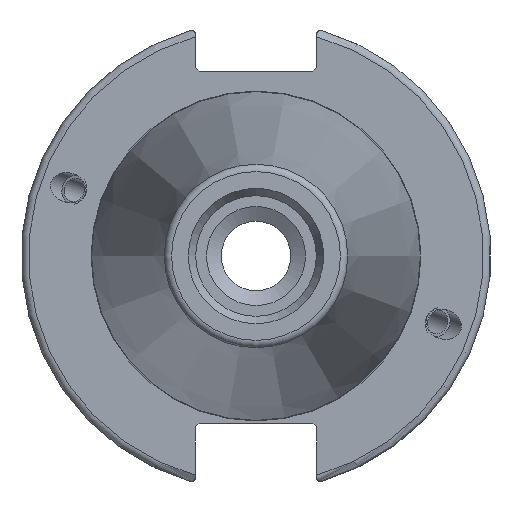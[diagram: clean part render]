
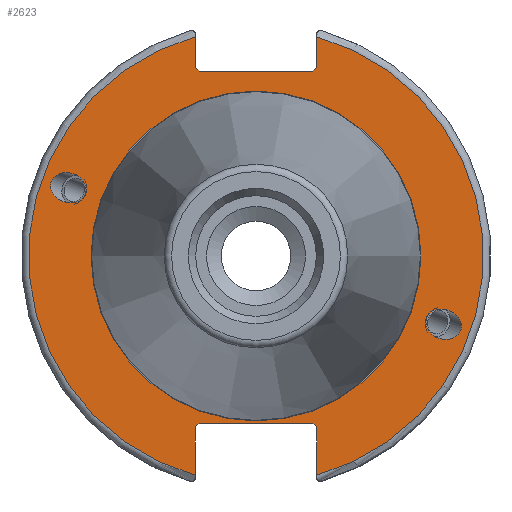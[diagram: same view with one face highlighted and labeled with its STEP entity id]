
A CAD part, left-side view. The second image highlights one B-rep face of the part: STEP entity #2623.
In plain terms, the highlighted planar face has unit normal (-1, 0, 0).
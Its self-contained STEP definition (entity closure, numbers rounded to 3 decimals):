
#399=ELLIPSE('',#2940,2.442,2.);
#408=ELLIPSE('',#2983,2.442,2.);
#426=PLANE('',#2989);
#476=FACE_BOUND('',#737,.T.);
#477=FACE_BOUND('',#738,.T.);
#478=FACE_BOUND('',#739,.T.);
#594=FACE_OUTER_BOUND('',#736,.T.);
#736=EDGE_LOOP('',(#2030,#2031,#2032,#2033,#2034,#2035,#2036,#2037,#2038,
#2039,#2040,#2041));
#737=EDGE_LOOP('',(#2042));
#738=EDGE_LOOP('',(#2043));
#739=EDGE_LOOP('',(#2044));
#880=LINE('',#4415,#1017);
#881=LINE('',#4417,#1018);
#882=LINE('',#4419,#1019);
#883=LINE('',#4421,#1020);
#884=LINE('',#4423,#1021);
#885=LINE('',#4427,#1022);
#886=LINE('',#4429,#1023);
#887=LINE('',#4431,#1024);
#888=LINE('',#4433,#1025);
#889=LINE('',#4434,#1026);
#1017=VECTOR('',#3444,10.);
#1018=VECTOR('',#3445,10.);
#1019=VECTOR('',#3446,10.);
#1020=VECTOR('',#3447,10.);
#1021=VECTOR('',#3448,10.);
#1022=VECTOR('',#3451,10.);
#1023=VECTOR('',#3452,10.);
#1024=VECTOR('',#3453,10.);
#1025=VECTOR('',#3454,10.);
#1026=VECTOR('',#3455,10.);
#1154=CIRCLE('',#2987,22.3);
#1156=CIRCLE('',#2990,30.75);
#1157=CIRCLE('',#2991,30.75);
#1282=VERTEX_POINT('',#4216);
#1322=VERTEX_POINT('',#4399);
#1325=VERTEX_POINT('',#4406);
#1326=VERTEX_POINT('',#4411);
#1327=VERTEX_POINT('',#4412);
#1328=VERTEX_POINT('',#4414);
#1329=VERTEX_POINT('',#4416);
#1330=VERTEX_POINT('',#4418);
#1331=VERTEX_POINT('',#4420);
#1332=VERTEX_POINT('',#4422);
#1333=VERTEX_POINT('',#4424);
#1334=VERTEX_POINT('',#4426);
#1335=VERTEX_POINT('',#4428);
#1336=VERTEX_POINT('',#4430);
#1337=VERTEX_POINT('',#4432);
#1532=EDGE_CURVE('',#1282,#1282,#399,.T.);
#1588=EDGE_CURVE('',#1322,#1322,#408,.T.);
#1591=EDGE_CURVE('',#1325,#1325,#1154,.T.);
#1593=EDGE_CURVE('',#1326,#1327,#1156,.T.);
#1594=EDGE_CURVE('',#1326,#1328,#880,.T.);
#1595=EDGE_CURVE('',#1329,#1328,#881,.T.);
#1596=EDGE_CURVE('',#1329,#1330,#882,.T.);
#1597=EDGE_CURVE('',#1331,#1330,#883,.T.);
#1598=EDGE_CURVE('',#1331,#1332,#884,.T.);
#1599=EDGE_CURVE('',#1333,#1332,#1157,.T.);
#1600=EDGE_CURVE('',#1333,#1334,#885,.T.);
#1601=EDGE_CURVE('',#1335,#1334,#886,.T.);
#1602=EDGE_CURVE('',#1335,#1336,#887,.T.);
#1603=EDGE_CURVE('',#1337,#1336,#888,.T.);
#1604=EDGE_CURVE('',#1337,#1327,#889,.T.);
#2030=ORIENTED_EDGE('',*,*,#1593,.F.);
#2031=ORIENTED_EDGE('',*,*,#1594,.T.);
#2032=ORIENTED_EDGE('',*,*,#1595,.F.);
#2033=ORIENTED_EDGE('',*,*,#1596,.T.);
#2034=ORIENTED_EDGE('',*,*,#1597,.F.);
#2035=ORIENTED_EDGE('',*,*,#1598,.T.);
#2036=ORIENTED_EDGE('',*,*,#1599,.F.);
#2037=ORIENTED_EDGE('',*,*,#1600,.T.);
#2038=ORIENTED_EDGE('',*,*,#1601,.F.);
#2039=ORIENTED_EDGE('',*,*,#1602,.T.);
#2040=ORIENTED_EDGE('',*,*,#1603,.F.);
#2041=ORIENTED_EDGE('',*,*,#1604,.T.);
#2042=ORIENTED_EDGE('',*,*,#1532,.T.);
#2043=ORIENTED_EDGE('',*,*,#1588,.T.);
#2044=ORIENTED_EDGE('',*,*,#1591,.F.);
#2623=ADVANCED_FACE('',(#594,#476,#477,#478),#426,.T.);
#2940=AXIS2_PLACEMENT_3D('',#4218,#3325,#3326);
#2983=AXIS2_PLACEMENT_3D('',#4401,#3428,#3429);
#2987=AXIS2_PLACEMENT_3D('',#4408,#3436,#3437);
#2989=AXIS2_PLACEMENT_3D('',#4410,#3440,#3441);
#2990=AXIS2_PLACEMENT_3D('',#4413,#3442,#3443);
#2991=AXIS2_PLACEMENT_3D('',#4425,#3449,#3450);
#3325=DIRECTION('center_axis',(1.,0.,0.));
#3326=DIRECTION('ref_axis',(0.,-0.94,-0.342));
#3428=DIRECTION('center_axis',(1.,0.,0.));
#3429=DIRECTION('ref_axis',(0.,0.94,0.342));
#3436=DIRECTION('center_axis',(-1.,0.,0.));
#3437=DIRECTION('ref_axis',(0.,-1.,0.));
#3440=DIRECTION('center_axis',(-1.,0.,0.));
#3441=DIRECTION('ref_axis',(0.,0.,1.));
#3442=DIRECTION('center_axis',(1.,0.,0.));
#3443=DIRECTION('ref_axis',(0.,-1.,0.));
#3444=DIRECTION('',(0.,0.,-1.));
#3445=DIRECTION('',(0.,-0.707,0.707));
#3446=DIRECTION('',(0.,1.,0.));
#3447=DIRECTION('',(0.,-0.707,-0.707));
#3448=DIRECTION('',(0.,0.,1.));
#3449=DIRECTION('center_axis',(1.,0.,0.));
#3450=DIRECTION('ref_axis',(0.,1.,0.));
#3451=DIRECTION('',(0.,0.,1.));
#3452=DIRECTION('',(0.,0.707,-0.707));
#3453=DIRECTION('',(0.,-1.,0.));
#3454=DIRECTION('',(0.,0.707,0.707));
#3455=DIRECTION('',(0.,0.,-1.));
#4216=CARTESIAN_POINT('',(3.175,-23.077,-8.399));
#4218=CARTESIAN_POINT('Origin',(3.175,-25.372,-9.235));
#4399=CARTESIAN_POINT('',(3.175,23.077,8.399));
#4401=CARTESIAN_POINT('Origin',(3.175,25.372,9.235));
#4406=CARTESIAN_POINT('',(3.175,0.,22.3));
#4408=CARTESIAN_POINT('Origin',(3.175,0.,0.));
#4410=CARTESIAN_POINT('Origin',(3.175,31.75,0.));
#4411=CARTESIAN_POINT('',(3.175,-8.19,29.639));
#4412=CARTESIAN_POINT('',(3.175,-8.19,-29.639));
#4413=CARTESIAN_POINT('Origin',(3.175,0.,0.));
#4414=CARTESIAN_POINT('',(3.175,-8.19,25.5));
#4415=CARTESIAN_POINT('',(3.175,-8.19,12.5));
#4416=CARTESIAN_POINT('',(3.175,-7.69,25.));
#4417=CARTESIAN_POINT('',(3.175,8.295,9.015));
#4418=CARTESIAN_POINT('',(3.175,7.69,25.));
#4419=CARTESIAN_POINT('',(3.175,15.875,25.));
#4420=CARTESIAN_POINT('',(3.175,8.19,25.5));
#4421=CARTESIAN_POINT('',(3.175,7.58,24.89));
#4422=CARTESIAN_POINT('',(3.175,8.19,29.639));
#4423=CARTESIAN_POINT('',(3.175,8.19,12.5));
#4424=CARTESIAN_POINT('',(3.175,8.19,-29.639));
#4425=CARTESIAN_POINT('Origin',(3.175,0.,0.));
#4426=CARTESIAN_POINT('',(3.175,8.19,-23.1));
#4427=CARTESIAN_POINT('',(3.175,8.19,-11.3));
#4428=CARTESIAN_POINT('',(3.175,7.69,-22.6));
#4429=CARTESIAN_POINT('',(3.175,8.18,-23.09));
#4430=CARTESIAN_POINT('',(3.175,-7.69,-22.6));
#4431=CARTESIAN_POINT('',(3.175,15.875,-22.6));
#4432=CARTESIAN_POINT('',(3.175,-8.19,-23.1));
#4433=CARTESIAN_POINT('',(3.175,7.695,-7.215));
#4434=CARTESIAN_POINT('',(3.175,-8.19,-11.3));
